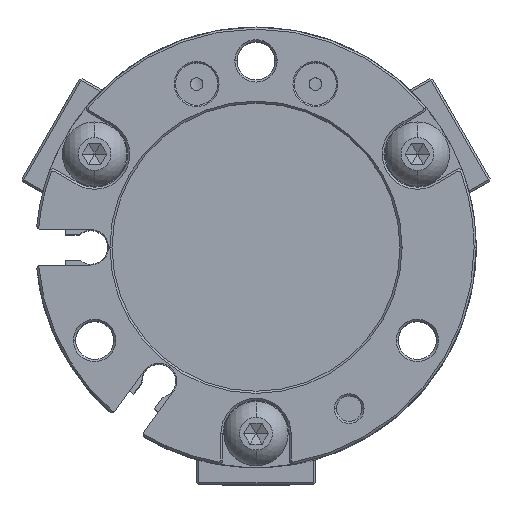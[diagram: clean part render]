
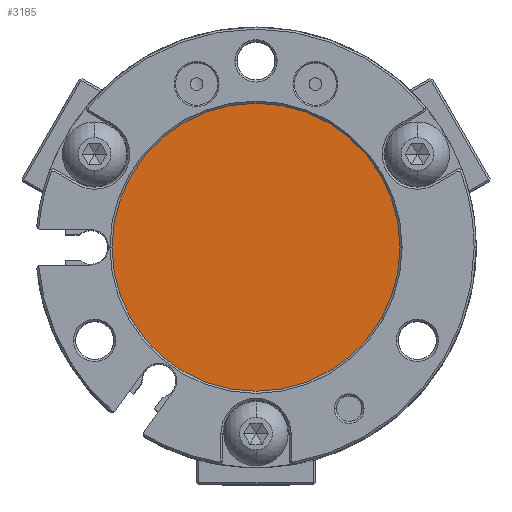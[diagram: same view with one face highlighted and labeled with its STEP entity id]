
A CAD part, top view. The second image highlights one B-rep face of the part: STEP entity #3185.
In plain terms, the highlighted face is planar.
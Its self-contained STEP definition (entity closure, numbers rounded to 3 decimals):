
#753 = DIRECTION ( 'NONE',  ( -1., 0., 0. ) ) ;
#1346 = AXIS2_PLACEMENT_3D ( 'NONE', #19080, #9947, #753 ) ;
#2171 = EDGE_LOOP ( 'NONE', ( #9150, #2297 ) ) ;
#2297 = ORIENTED_EDGE ( 'NONE', *, *, #5956, .T. ) ;
#2500 = CARTESIAN_POINT ( 'NONE',  ( -17., 0., -2.5 ) ) ;
#3185 = ADVANCED_FACE ( 'NONE', ( #10995 ), #17127, .T. ) ;
#3377 = AXIS2_PLACEMENT_3D ( 'NONE', #3632, #10278, #17479 ) ;
#3413 = CIRCLE ( 'NONE', #1346, 17. ) ;
#3632 = CARTESIAN_POINT ( 'NONE',  ( 0., 0., -2.5 ) ) ;
#4676 = CARTESIAN_POINT ( 'NONE',  ( 0., 0., -2.5 ) ) ;
#5956 = EDGE_CURVE ( 'NONE', #17071, #15375, #3413, .T. ) ;
#6248 = DIRECTION ( 'NONE',  ( -1., 0., 0. ) ) ;
#8328 = AXIS2_PLACEMENT_3D ( 'NONE', #4676, #15398, #6248 ) ;
#8966 = CARTESIAN_POINT ( 'NONE',  ( 17., 0., -2.5 ) ) ;
#9150 = ORIENTED_EDGE ( 'NONE', *, *, #14783, .T. ) ;
#9947 = DIRECTION ( 'NONE',  ( 0., 0., -1. ) ) ;
#10278 = DIRECTION ( 'NONE',  ( 0., 0., -1. ) ) ;
#10995 = FACE_OUTER_BOUND ( 'NONE', #2171, .T. ) ;
#13464 = CIRCLE ( 'NONE', #8328, 17. ) ;
#14783 = EDGE_CURVE ( 'NONE', #15375, #17071, #13464, .T. ) ;
#15375 = VERTEX_POINT ( 'NONE', #2500 ) ;
#15398 = DIRECTION ( 'NONE',  ( 0., 0., -1. ) ) ;
#17071 = VERTEX_POINT ( 'NONE', #8966 ) ;
#17127 = PLANE ( 'NONE',  #3377 ) ;
#17479 = DIRECTION ( 'NONE',  ( -1., 0., 0. ) ) ;
#19080 = CARTESIAN_POINT ( 'NONE',  ( 0., 0., -2.5 ) ) ;
